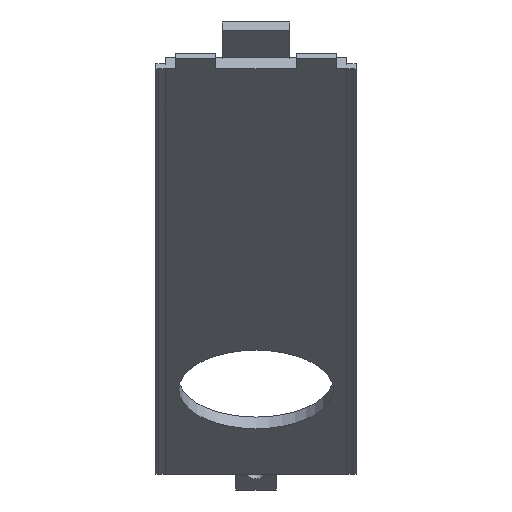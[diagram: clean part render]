
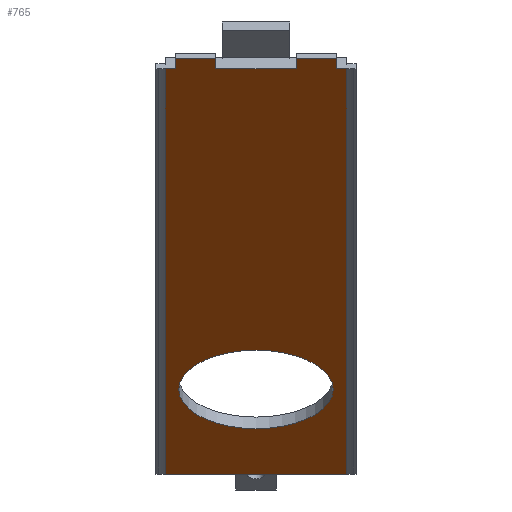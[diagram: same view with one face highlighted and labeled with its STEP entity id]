
A CAD part, front view. The second image highlights one B-rep face of the part: STEP entity #765.
In plain terms, the highlighted planar face has unit normal (0, -0.507, -0.862).
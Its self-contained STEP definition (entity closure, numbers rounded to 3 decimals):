
#22=FACE_BOUND('',#109,.T.);
#28=CIRCLE('',#813,11.5);
#67=FACE_OUTER_BOUND('',#108,.T.);
#108=EDGE_LOOP('',(#678,#679,#680,#681,#682,#683,#684,#685,#686,#687,#688,
#689));
#109=EDGE_LOOP('',(#690));
#127=LINE('',#1058,#225);
#135=LINE('',#1073,#233);
#136=LINE('',#1075,#234);
#140=LINE('',#1084,#238);
#142=LINE('',#1090,#240);
#147=LINE('',#1098,#245);
#148=LINE('',#1100,#246);
#149=LINE('',#1102,#247);
#159=LINE('',#1123,#257);
#178=LINE('',#1164,#276);
#191=LINE('',#1192,#289);
#208=LINE('',#1232,#306);
#225=VECTOR('',#853,10.);
#233=VECTOR('',#865,10.);
#234=VECTOR('',#868,10.);
#238=VECTOR('',#874,10.);
#240=VECTOR('',#878,10.);
#245=VECTOR('',#887,10.);
#246=VECTOR('',#890,10.);
#247=VECTOR('',#891,10.);
#257=VECTOR('',#905,10.);
#276=VECTOR('',#942,10.);
#289=VECTOR('',#965,10.);
#306=VECTOR('',#1016,10.);
#322=VERTEX_POINT('',#1054);
#324=VERTEX_POINT('',#1057);
#328=VERTEX_POINT('',#1069);
#329=VERTEX_POINT('',#1071);
#331=VERTEX_POINT('',#1078);
#333=VERTEX_POINT('',#1082);
#334=VERTEX_POINT('',#1086);
#336=VERTEX_POINT('',#1089);
#338=VERTEX_POINT('',#1101);
#347=VERTEX_POINT('',#1121);
#360=VERTEX_POINT('',#1162);
#370=VERTEX_POINT('',#1190);
#374=VERTEX_POINT('',#1209);
#394=EDGE_CURVE('',#322,#324,#127,.T.);
#402=EDGE_CURVE('',#328,#329,#135,.T.);
#403=EDGE_CURVE('',#324,#329,#136,.T.);
#407=EDGE_CURVE('',#331,#333,#140,.T.);
#409=EDGE_CURVE('',#334,#336,#142,.T.);
#414=EDGE_CURVE('',#336,#333,#147,.T.);
#415=EDGE_CURVE('',#334,#328,#148,.T.);
#416=EDGE_CURVE('',#338,#331,#149,.T.);
#428=EDGE_CURVE('',#322,#347,#159,.T.);
#448=EDGE_CURVE('',#347,#360,#178,.T.);
#462=EDGE_CURVE('',#360,#370,#191,.T.);
#472=EDGE_CURVE('',#374,#374,#28,.T.);
#482=EDGE_CURVE('',#338,#370,#208,.T.);
#678=ORIENTED_EDGE('',*,*,#416,.T.);
#679=ORIENTED_EDGE('',*,*,#407,.T.);
#680=ORIENTED_EDGE('',*,*,#414,.F.);
#681=ORIENTED_EDGE('',*,*,#409,.F.);
#682=ORIENTED_EDGE('',*,*,#415,.T.);
#683=ORIENTED_EDGE('',*,*,#402,.T.);
#684=ORIENTED_EDGE('',*,*,#403,.F.);
#685=ORIENTED_EDGE('',*,*,#394,.F.);
#686=ORIENTED_EDGE('',*,*,#428,.T.);
#687=ORIENTED_EDGE('',*,*,#448,.T.);
#688=ORIENTED_EDGE('',*,*,#462,.T.);
#689=ORIENTED_EDGE('',*,*,#482,.F.);
#690=ORIENTED_EDGE('',*,*,#472,.T.);
#728=PLANE('',#825);
#765=ADVANCED_FACE('',(#67,#22),#728,.T.);
#813=AXIS2_PLACEMENT_3D('',#1210,#983,#984);
#825=AXIS2_PLACEMENT_3D('',#1231,#1014,#1015);
#853=DIRECTION('',(0.,-0.862,0.507));
#865=DIRECTION('',(0.,-0.862,0.507));
#868=DIRECTION('',(1.,0.,0.));
#874=DIRECTION('',(0.,-0.862,0.507));
#878=DIRECTION('',(0.,-0.862,0.507));
#887=DIRECTION('',(1.,0.,0.));
#890=DIRECTION('',(-1.,0.,0.));
#891=DIRECTION('',(-1.,0.,0.));
#905=DIRECTION('',(-1.,0.,0.));
#942=DIRECTION('',(0.,0.862,-0.507));
#965=DIRECTION('',(1.,0.,0.));
#983=DIRECTION('center_axis',(0.,0.507,0.862));
#984=DIRECTION('ref_axis',(1.,0.,0.));
#1014=DIRECTION('center_axis',(0.,-0.507,-0.862));
#1015=DIRECTION('ref_axis',(-1.,0.,0.));
#1016=DIRECTION('',(0.,0.862,-0.507));
#1054=CARTESIAN_POINT('',(-11.983,-224.834,64.645));
#1057=CARTESIAN_POINT('',(-11.983,-227.419,66.167));
#1058=CARTESIAN_POINT('',(-11.983,-224.834,64.645));
#1069=CARTESIAN_POINT('',(-5.983,-224.834,64.645));
#1071=CARTESIAN_POINT('',(-5.983,-227.419,66.167));
#1073=CARTESIAN_POINT('',(-5.983,-224.834,64.645));
#1075=CARTESIAN_POINT('',(-5.983,-227.419,66.167));
#1078=CARTESIAN_POINT('',(11.983,-224.834,64.645));
#1082=CARTESIAN_POINT('',(11.983,-227.419,66.167));
#1084=CARTESIAN_POINT('',(11.983,-224.834,64.645));
#1086=CARTESIAN_POINT('',(5.983,-224.834,64.645));
#1089=CARTESIAN_POINT('',(5.983,-227.419,66.167));
#1090=CARTESIAN_POINT('',(5.983,-224.834,64.645));
#1098=CARTESIAN_POINT('',(5.983,-227.419,66.167));
#1100=CARTESIAN_POINT('',(-0.25,-224.834,64.645));
#1101=CARTESIAN_POINT('',(13.5,-224.834,64.645));
#1102=CARTESIAN_POINT('',(-0.25,-224.834,64.645));
#1121=CARTESIAN_POINT('',(-13.5,-224.834,64.645));
#1123=CARTESIAN_POINT('',(-0.25,-224.834,64.645));
#1162=CARTESIAN_POINT('',(-13.5,-122.371,4.325));
#1164=CARTESIAN_POINT('',(-13.5,-230.694,68.095));
#1190=CARTESIAN_POINT('',(13.5,-122.371,4.325));
#1192=CARTESIAN_POINT('',(-0.25,-122.371,4.325));
#1209=CARTESIAN_POINT('',(-11.5,-143.829,16.958));
#1210=CARTESIAN_POINT('Origin',(0.,-143.829,
16.958));
#1231=CARTESIAN_POINT('Origin',(13.5,-230.694,68.095));
#1232=CARTESIAN_POINT('',(13.5,-230.694,68.095));
